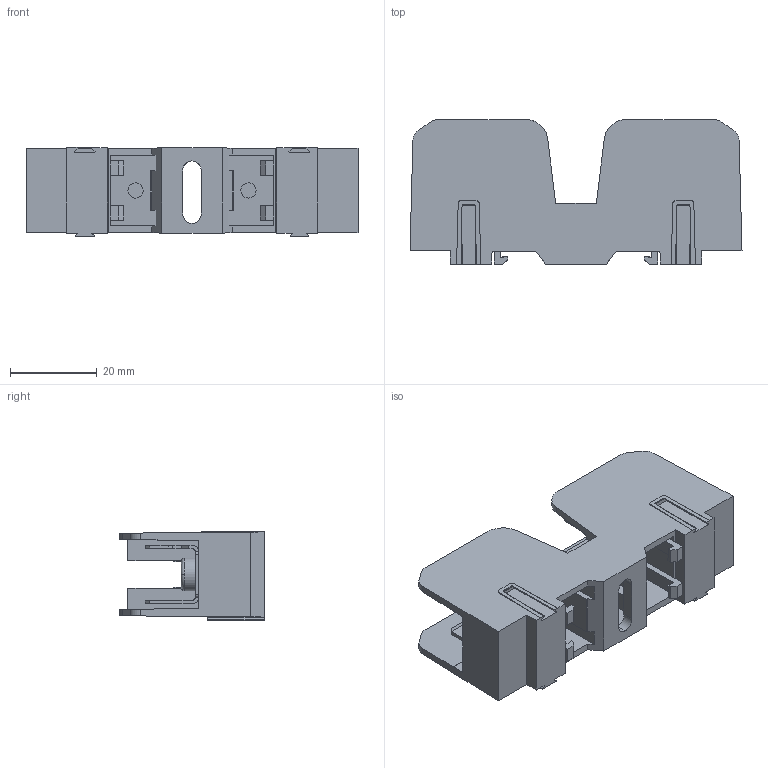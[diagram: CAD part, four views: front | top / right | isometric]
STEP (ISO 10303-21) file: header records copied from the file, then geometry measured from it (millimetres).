
FILE_DESCRIPTION (( 'STEP AP203' ), '1' );
FILE_NAME ('BCM603-1PQ-1.STEP', '2023-05-22T15:17:49', ( '' ), ( '' ), 'SwSTEP 2.0', 'SolidWorks 2021', '' );
FILE_SCHEMA (( 'CONFIG_CONTROL_DESIGN' ));
Length unit declared in the file: inch
Products named in the file (1): BCM603-1PQ-1
Bounding box: 76.57 x 33.33 x 20.58 mm (x, y, z)
Volume: 20407.2 mm3; surface area: 16830.9 mm2
Topology: 5 solids, 5 shells, 493 faces, 1361 edges, 890 vertices
Faces by surface type: plane 344, cylinder 95, bspline 54
Entity records: 18028 total; most frequent: CARTESIAN_POINT 5783, ORIENTED_EDGE 2722, DIRECTION 2233, EDGE_CURVE 1361, VECTOR 1043, LINE 1043, VERTEX_POINT 890, AXIS2_PLACEMENT_3D 595
